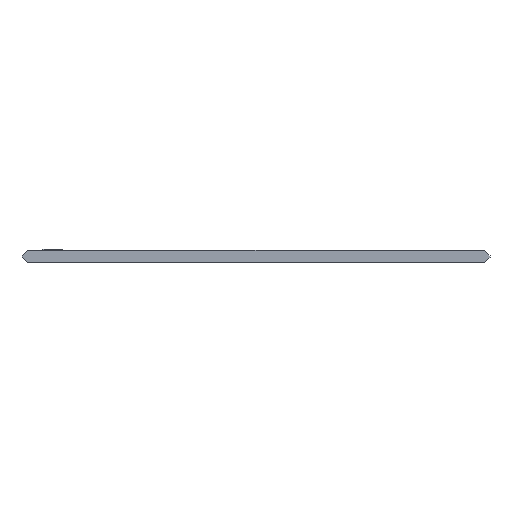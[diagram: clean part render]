
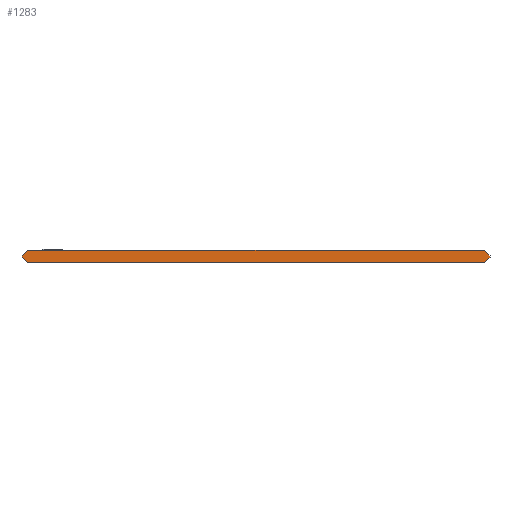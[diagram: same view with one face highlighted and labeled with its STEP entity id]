
A CAD part, front view. The second image highlights one B-rep face of the part: STEP entity #1283.
In plain terms, the highlighted planar face has unit normal (0, -1, 0).
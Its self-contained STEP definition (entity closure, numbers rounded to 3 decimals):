
#56=PLANE('',#1333);
#123=FACE_OUTER_BOUND('',#196,.T.);
#196=EDGE_LOOP('',(#1154,#1155,#1156,#1157,#1158,#1159,#1160,#1161));
#289=LINE('',#2508,#392);
#292=LINE('',#2513,#395);
#294=LINE('',#2517,#397);
#296=LINE('',#2521,#399);
#301=LINE('',#2548,#404);
#302=LINE('',#2550,#405);
#303=LINE('',#2552,#406);
#304=LINE('',#2553,#407);
#392=VECTOR('',#1456,10.);
#395=VECTOR('',#1461,10.);
#397=VECTOR('',#1465,10.);
#399=VECTOR('',#1469,10.);
#404=VECTOR('',#1500,10.);
#405=VECTOR('',#1501,10.);
#406=VECTOR('',#1502,10.);
#407=VECTOR('',#1503,10.);
#599=VERTEX_POINT('',#2505);
#600=VERTEX_POINT('',#2507);
#601=VERTEX_POINT('',#2511);
#602=VERTEX_POINT('',#2515);
#603=VERTEX_POINT('',#2519);
#612=VERTEX_POINT('',#2547);
#613=VERTEX_POINT('',#2549);
#614=VERTEX_POINT('',#2551);
#777=EDGE_CURVE('',#600,#599,#289,.T.);
#780=EDGE_CURVE('',#599,#601,#292,.T.);
#782=EDGE_CURVE('',#601,#602,#294,.T.);
#784=EDGE_CURVE('',#602,#603,#296,.T.);
#797=EDGE_CURVE('',#603,#612,#301,.T.);
#798=EDGE_CURVE('',#612,#613,#302,.T.);
#799=EDGE_CURVE('',#613,#614,#303,.T.);
#800=EDGE_CURVE('',#614,#600,#304,.T.);
#1154=ORIENTED_EDGE('',*,*,#784,.T.);
#1155=ORIENTED_EDGE('',*,*,#797,.T.);
#1156=ORIENTED_EDGE('',*,*,#798,.T.);
#1157=ORIENTED_EDGE('',*,*,#799,.T.);
#1158=ORIENTED_EDGE('',*,*,#800,.T.);
#1159=ORIENTED_EDGE('',*,*,#777,.T.);
#1160=ORIENTED_EDGE('',*,*,#780,.T.);
#1161=ORIENTED_EDGE('',*,*,#782,.T.);
#1283=ADVANCED_FACE('',(#123),#56,.T.);
#1333=AXIS2_PLACEMENT_3D('',#2546,#1498,#1499);
#1456=DIRECTION('',(0.707,0.,0.707));
#1461=DIRECTION('',(0.,0.,1.));
#1465=DIRECTION('',(-0.707,0.,0.707));
#1469=DIRECTION('',(-1.,0.,0.));
#1498=DIRECTION('center_axis',(0.,-1.,0.));
#1499=DIRECTION('ref_axis',(0.,0.,-1.));
#1500=DIRECTION('',(-0.707,0.,-0.707));
#1501=DIRECTION('',(0.,0.,-1.));
#1502=DIRECTION('',(0.707,0.,-0.707));
#1503=DIRECTION('',(1.,0.,0.));
#2505=CARTESIAN_POINT('',(74.3,-15.,-0.2));
#2507=CARTESIAN_POINT('',(72.5,-15.,-2.));
#2508=CARTESIAN_POINT('',(74.3,-15.,-0.2));
#2511=CARTESIAN_POINT('',(74.3,-15.,0.2));
#2513=CARTESIAN_POINT('',(74.3,-15.,0.2));
#2515=CARTESIAN_POINT('',(72.5,-15.,2.));
#2517=CARTESIAN_POINT('',(72.5,-15.,2.));
#2519=CARTESIAN_POINT('',(-72.5,-15.,2.));
#2521=CARTESIAN_POINT('',(-72.5,-15.,2.));
#2546=CARTESIAN_POINT('Origin',(0.,-15.,0.));
#2547=CARTESIAN_POINT('',(-74.3,-15.,0.2));
#2548=CARTESIAN_POINT('',(-72.5,-15.,2.));
#2549=CARTESIAN_POINT('',(-74.3,-15.,-0.2));
#2550=CARTESIAN_POINT('',(-74.3,-15.,0.));
#2551=CARTESIAN_POINT('',(-72.5,-15.,-2.));
#2552=CARTESIAN_POINT('',(-74.3,-15.,-0.2));
#2553=CARTESIAN_POINT('',(72.5,-15.,-2.));
